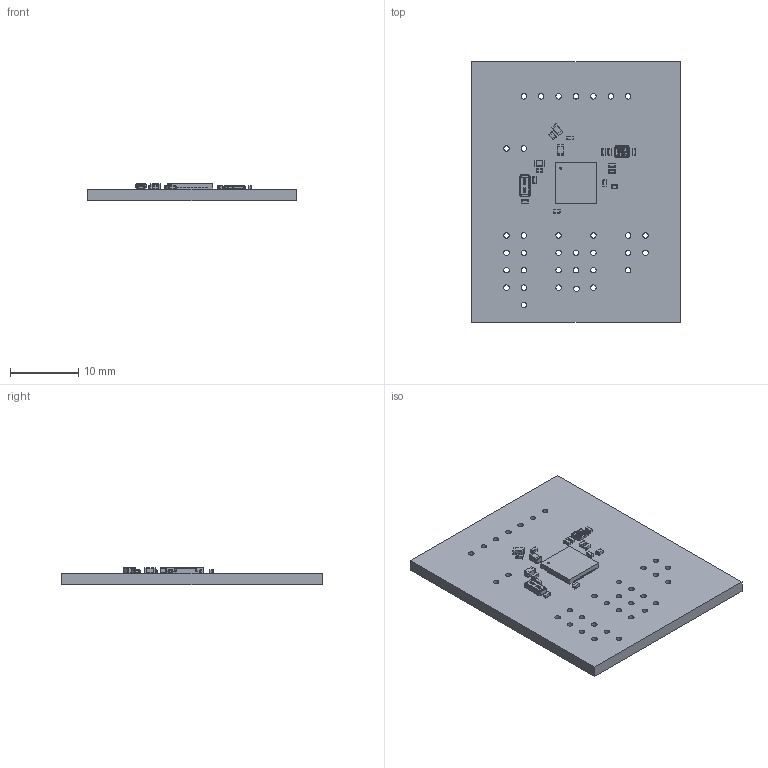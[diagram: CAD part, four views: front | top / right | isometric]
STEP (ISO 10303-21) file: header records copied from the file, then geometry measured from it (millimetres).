
FILE_DESCRIPTION(('Open CASCADE Model'),'2;1');
FILE_NAME('Open CASCADE Shape Model','2019-07-07T12:26:24',('Author'),( 'Open CASCADE'),'Open CASCADE STEP processor 6.8','Open CASCADE 6.8' ,'Unknown');
FILE_SCHEMA(('AUTOMOTIVE_DESIGN { 1 0 10303 214 1 1 1 1 }'));
Length unit declared in the file: millimetre
Products named in the file (32): PCB; Board; C13; User_Library-0402(1005M)_Cap; C11; X2; User_Library-Siward_SX3215; 730161808; Extruded; C3; L1; User_Library-Chip_Inductor_0402; U1; User_Library-QFN48; C2; C6; C9; User_Library-Chip_Capacitor_0603; C8; X1; 2016; 730161672; C1; C7; C5; C4; L2; User_Library-Chip_Inductor; L3; C10; C12
Assembly tree (43 placements, depth 4):
  PCB
    Board
    C13
      User_Library-0402(1005M)_Cap
    C11
      User_Library-0402(1005M)_Cap
    X2
      User_Library-Siward_SX3215
      730161808
        Extruded
    C3
      User_Library-0402(1005M)_Cap
    L1
      User_Library-Chip_Inductor_0402
    U1
      User_Library-QFN48
    C2
      User_Library-0402(1005M)_Cap
    C6
      User_Library-0402(1005M)_Cap
    C9
      User_Library-Chip_Capacitor_0603
    C8
      User_Library-0402(1005M)_Cap
    X1
      2016
      730161672
        Extruded
    C1
      User_Library-0402(1005M)_Cap
    C7
      User_Library-0402(1005M)_Cap
    C5
      User_Library-0402(1005M)_Cap
    C4
      User_Library-0402(1005M)_Cap
    L2
      User_Library-Chip_Inductor
    L3
      User_Library-Chip_Inductor_0402
    C10
      User_Library-Chip_Capacitor_0603
    C12
      User_Library-0402(1005M)_Cap
Bounding box: 30.48 x 38.1 x 2.55 mm (x, y, z)
Volume: 1981.4 mm3; surface area: 2873.7 mm2
Topology: 54 solids, 54 shells, 2245 faces, 5730 edges, 3564 vertices
Faces by surface type: plane 1051, bspline 656, cylinder 474, sphere 40, torus 24
Full cylindrical faces by diameter (mm): 0.8 x34
Entity records: 42898 total; most frequent: CARTESIAN_POINT 13615, ORIENTED_EDGE 4944, DIRECTION 4350, EDGE_CURVE 2472, LINE 1728, VECTOR 1728, VERTEX_POINT 1584, AXIS2_PLACEMENT_3D 1311
